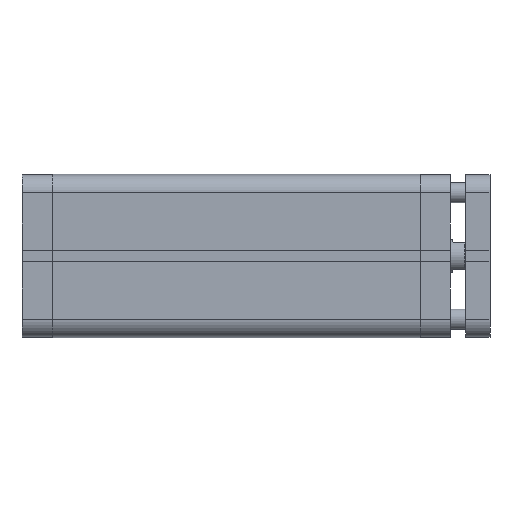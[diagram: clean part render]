
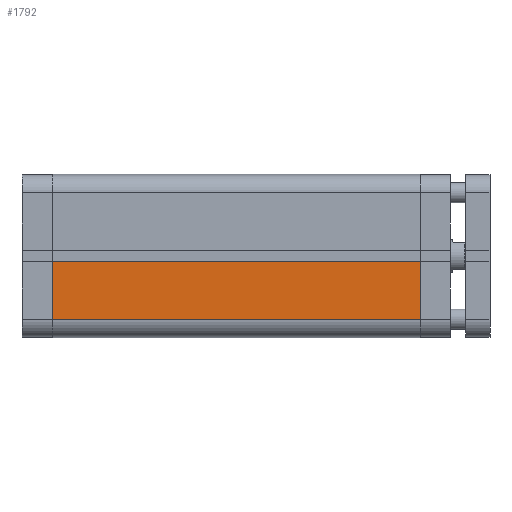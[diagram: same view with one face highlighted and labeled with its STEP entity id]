
A CAD part, front view. The second image highlights one B-rep face of the part: STEP entity #1792.
In plain terms, the highlighted planar face has unit normal (0, -1, 0).
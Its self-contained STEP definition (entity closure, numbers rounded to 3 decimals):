
#77 = EDGE_CURVE ( 'NONE', #6448, #6477, #8341, .T. ) ;
#725 = DIRECTION ( 'NONE',  ( 1., 0., 0. ) ) ;
#731 = CARTESIAN_POINT ( 'NONE',  ( 0., -40., 180.5 ) ) ;
#1792 = ADVANCED_FACE ( 'NONE', ( #4107 ), #4637, .F. ) ;
#4107 = FACE_OUTER_BOUND ( 'NONE', #8091, .T. ) ;
#4636 = CARTESIAN_POINT ( 'NONE',  ( 0., -40., 180.5 ) ) ;
#4637 = PLANE ( 'NONE',  #7086 ) ;
#4639 = DIRECTION ( 'NONE',  ( 0., 1., 0. ) ) ;
#4640 = DIRECTION ( 'NONE',  ( 0., 0., 1. ) ) ;
#5144 = CARTESIAN_POINT ( 'NONE',  ( -31., -40., 180.5 ) ) ;
#5163 = CARTESIAN_POINT ( 'NONE',  ( -2.6, -40., 0. ) ) ;
#5173 = CARTESIAN_POINT ( 'NONE',  ( -2.6, -40., 180.5 ) ) ;
#5175 = CARTESIAN_POINT ( 'NONE',  ( -31., -40., 0. ) ) ;
#5188 = CARTESIAN_POINT ( 'NONE',  ( -2.6, -40., 180.5 ) ) ;
#5189 = DIRECTION ( 'NONE',  ( 0., 0., -1. ) ) ;
#5195 = CARTESIAN_POINT ( 'NONE',  ( -31., -40., 180.5 ) ) ;
#5196 = DIRECTION ( 'NONE',  ( 0., 0., -1. ) ) ;
#5363 = CARTESIAN_POINT ( 'NONE',  ( 0., -40., 0. ) ) ;
#5364 = DIRECTION ( 'NONE',  ( 1., 0., 0. ) ) ;
#5567 = LINE ( 'NONE', #5195, #5571 ) ;
#5571 = VECTOR ( 'NONE', #5196, 1000. ) ;
#5575 = LINE ( 'NONE', #5188, #5576 ) ;
#5576 = VECTOR ( 'NONE', #5189, 1000. ) ;
#5680 = LINE ( 'NONE', #5363, #5681 ) ;
#5681 = VECTOR ( 'NONE', #5364, 1000. ) ;
#6448 = VERTEX_POINT ( 'NONE', #5144 ) ;
#6467 = VERTEX_POINT ( 'NONE', #5163 ) ;
#6477 = VERTEX_POINT ( 'NONE', #5173 ) ;
#6479 = VERTEX_POINT ( 'NONE', #5175 ) ;
#6487 = EDGE_CURVE ( 'NONE', #6477, #6467, #5575, .T. ) ;
#6490 = EDGE_CURVE ( 'NONE', #6448, #6479, #5567, .T. ) ;
#6557 = EDGE_CURVE ( 'NONE', #6479, #6467, #5680, .T. ) ;
#7086 = AXIS2_PLACEMENT_3D ( 'NONE', #4636, #4639, #4640 ) ;
#7423 = ORIENTED_EDGE ( 'NONE', *, *, #6557, .T. ) ;
#7424 = ORIENTED_EDGE ( 'NONE', *, *, #6487, .F. ) ;
#7425 = ORIENTED_EDGE ( 'NONE', *, *, #77, .F. ) ;
#7426 = ORIENTED_EDGE ( 'NONE', *, *, #6490, .T. ) ;
#8091 = EDGE_LOOP ( 'NONE', ( #7423, #7424, #7425, #7426 ) ) ;
#8341 = LINE ( 'NONE', #731, #8344 ) ;
#8344 = VECTOR ( 'NONE', #725, 1000. ) ;
